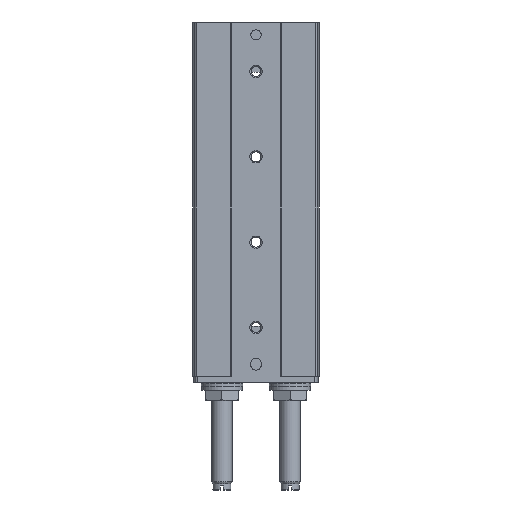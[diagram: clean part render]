
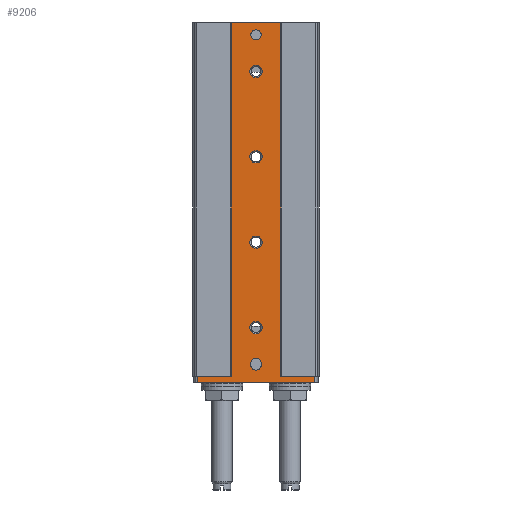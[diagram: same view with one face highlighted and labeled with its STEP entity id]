
A CAD part, front view. The second image highlights one B-rep face of the part: STEP entity #9206.
In plain terms, the highlighted planar face has unit normal (0, -1, 0).
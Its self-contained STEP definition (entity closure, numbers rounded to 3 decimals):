
#416=CIRCLE('',#9865,2.5);
#417=CIRCLE('',#9866,2.5);
#418=CIRCLE('',#9867,2.5);
#419=CIRCLE('',#9868,3.);
#420=CIRCLE('',#9869,3.);
#421=CIRCLE('',#9870,3.);
#422=CIRCLE('',#9871,3.);
#947=ORIENTED_EDGE('',*,*,#3561,.T.);
#948=ORIENTED_EDGE('',*,*,#3562,.T.);
#949=ORIENTED_EDGE('',*,*,#3563,.T.);
#950=ORIENTED_EDGE('',*,*,#3564,.T.);
#951=ORIENTED_EDGE('',*,*,#3565,.F.);
#952=ORIENTED_EDGE('',*,*,#3566,.T.);
#953=ORIENTED_EDGE('',*,*,#3567,.T.);
#954=ORIENTED_EDGE('',*,*,#3568,.T.);
#955=ORIENTED_EDGE('',*,*,#3569,.T.);
#956=ORIENTED_EDGE('',*,*,#3570,.F.);
#957=ORIENTED_EDGE('',*,*,#3560,.F.);
#958=ORIENTED_EDGE('',*,*,#3571,.F.);
#959=ORIENTED_EDGE('',*,*,#3572,.F.);
#960=ORIENTED_EDGE('',*,*,#3573,.T.);
#961=ORIENTED_EDGE('',*,*,#3574,.T.);
#962=ORIENTED_EDGE('',*,*,#3575,.F.);
#963=ORIENTED_EDGE('',*,*,#3576,.T.);
#3560=EDGE_CURVE('',#4861,#4860,#5769,.T.);
#3561=EDGE_CURVE('',#4862,#4863,#416,.F.);
#3562=EDGE_CURVE('',#4863,#4864,#5770,.T.);
#3563=EDGE_CURVE('',#4864,#4865,#417,.F.);
#3564=EDGE_CURVE('',#4865,#4862,#5771,.T.);
#3565=EDGE_CURVE('',#4866,#4866,#418,.T.);
#3566=EDGE_CURVE('',#4867,#4867,#419,.T.);
#3567=EDGE_CURVE('',#4868,#4868,#420,.T.);
#3568=EDGE_CURVE('',#4869,#4869,#421,.T.);
#3569=EDGE_CURVE('',#4870,#4870,#422,.T.);
#3570=EDGE_CURVE('',#4860,#4871,#5772,.T.);
#3571=EDGE_CURVE('',#4872,#4861,#5773,.T.);
#3572=EDGE_CURVE('',#4873,#4872,#5774,.T.);
#3573=EDGE_CURVE('',#4873,#4874,#5775,.T.);
#3574=EDGE_CURVE('',#4874,#4875,#5776,.T.);
#3575=EDGE_CURVE('',#4876,#4875,#5777,.T.);
#3576=EDGE_CURVE('',#4876,#4871,#5778,.T.);
#4860=VERTEX_POINT('',#13983);
#4861=VERTEX_POINT('',#13985);
#4862=VERTEX_POINT('',#13989);
#4863=VERTEX_POINT('',#13990);
#4864=VERTEX_POINT('',#13992);
#4865=VERTEX_POINT('',#13994);
#4866=VERTEX_POINT('',#13997);
#4867=VERTEX_POINT('',#13999);
#4868=VERTEX_POINT('',#14001);
#4869=VERTEX_POINT('',#14003);
#4870=VERTEX_POINT('',#14005);
#4871=VERTEX_POINT('',#14007);
#4872=VERTEX_POINT('',#14009);
#4873=VERTEX_POINT('',#14011);
#4874=VERTEX_POINT('',#14013);
#4875=VERTEX_POINT('',#14015);
#4876=VERTEX_POINT('',#14017);
#5769=LINE('',#13986,#6563);
#5770=LINE('',#13991,#6564);
#5771=LINE('',#13995,#6565);
#5772=LINE('',#14006,#6566);
#5773=LINE('',#14008,#6567);
#5774=LINE('',#14010,#6568);
#5775=LINE('',#14012,#6569);
#5776=LINE('',#14014,#6570);
#5777=LINE('',#14016,#6571);
#5778=LINE('',#14018,#6572);
#6563=VECTOR('',#11011,1000.);
#6564=VECTOR('',#11016,1000.);
#6565=VECTOR('',#11019,1000.);
#6566=VECTOR('',#11030,1000.);
#6567=VECTOR('',#11031,1000.);
#6568=VECTOR('',#11032,1000.);
#6569=VECTOR('',#11033,1000.);
#6570=VECTOR('',#11034,1000.);
#6571=VECTOR('',#11035,1000.);
#6572=VECTOR('',#11036,1000.);
#7352=EDGE_LOOP('',(#947,#948,#949,#950));
#7353=EDGE_LOOP('',(#951));
#7354=EDGE_LOOP('',(#952));
#7355=EDGE_LOOP('',(#953));
#7356=EDGE_LOOP('',(#954));
#7357=EDGE_LOOP('',(#955));
#7358=EDGE_LOOP('',(#956,#957,#958,#959,#960,#961,#962,#963));
#8124=FACE_BOUND('',#7352,.T.);
#8125=FACE_BOUND('',#7353,.T.);
#8126=FACE_BOUND('',#7354,.T.);
#8127=FACE_BOUND('',#7355,.T.);
#8128=FACE_BOUND('',#7356,.T.);
#8129=FACE_BOUND('',#7357,.T.);
#8130=FACE_BOUND('',#7358,.T.);
#8894=PLANE('',#9864);
#9206=ADVANCED_FACE('',(#8124,#8125,#8126,#8127,#8128,#8129,#8130),#8894,
 .T.);
#9864=AXIS2_PLACEMENT_3D('',#13987,#11012,#11013);
#9865=AXIS2_PLACEMENT_3D('',#13988,#11014,#11015);
#9866=AXIS2_PLACEMENT_3D('',#13993,#11017,#11018);
#9867=AXIS2_PLACEMENT_3D('',#13996,#11020,#11021);
#9868=AXIS2_PLACEMENT_3D('',#13998,#11022,#11023);
#9869=AXIS2_PLACEMENT_3D('',#14000,#11024,#11025);
#9870=AXIS2_PLACEMENT_3D('',#14002,#11026,#11027);
#9871=AXIS2_PLACEMENT_3D('',#14004,#11028,#11029);
#11011=DIRECTION('',(0.,0.,1.));
#11012=DIRECTION('',(0.,-1.,0.));
#11013=DIRECTION('',(0.,0.,-1.));
#11014=DIRECTION('',(0.,-1.,0.));
#11015=DIRECTION('',(0.,0.,-1.));
#11016=DIRECTION('',(0.,0.,1.));
#11017=DIRECTION('',(0.,-1.,0.));
#11018=DIRECTION('',(0.,0.,-1.));
#11019=DIRECTION('',(0.,0.,-1.));
#11020=DIRECTION('',(0.,-1.,0.));
#11021=DIRECTION('',(0.,0.,-1.));
#11022=DIRECTION('',(0.,1.,0.));
#11023=DIRECTION('',(0.,0.,1.));
#11024=DIRECTION('',(0.,1.,0.));
#11025=DIRECTION('',(0.,0.,1.));
#11026=DIRECTION('',(0.,1.,0.));
#11027=DIRECTION('',(0.,0.,1.));
#11028=DIRECTION('',(0.,1.,0.));
#11029=DIRECTION('',(0.,0.,1.));
#11030=DIRECTION('',(1.,0.,0.));
#11031=DIRECTION('',(1.,0.,0.));
#11032=DIRECTION('',(0.,0.,1.));
#11033=DIRECTION('',(1.,0.,0.));
#11034=DIRECTION('',(0.,0.,1.));
#11035=DIRECTION('',(1.,0.,0.));
#11036=DIRECTION('',(0.,0.,1.));
#13983=CARTESIAN_POINT('',(-12.2,0.3,0.));
#13985=CARTESIAN_POINT('',(-12.2,0.3,-174.));
#13986=CARTESIAN_POINT('',(-12.2,0.3,-174.));
#13987=CARTESIAN_POINT('',(-12.2,0.3,-174.));
#13988=CARTESIAN_POINT('',(0.,0.3,-168.5));
#13989=CARTESIAN_POINT('',(2.5,0.3,-168.5));
#13990=CARTESIAN_POINT('',(-2.5,0.3,-168.5));
#13991=CARTESIAN_POINT('',(-2.5,0.3,-174.));
#13992=CARTESIAN_POINT('',(-2.5,0.3,-167.5));
#13993=CARTESIAN_POINT('',(0.,0.3,-167.5));
#13994=CARTESIAN_POINT('',(2.5,0.3,-167.5));
#13995=CARTESIAN_POINT('',(2.5,0.3,-174.));
#13996=CARTESIAN_POINT('',(0.,0.3,-6.));
#13997=CARTESIAN_POINT('',(0.,0.3,-8.5));
#13998=CARTESIAN_POINT('',(0.,0.3,-150.));
#13999=CARTESIAN_POINT('',(0.,0.3,-147.));
#14000=CARTESIAN_POINT('',(0.,0.3,-24.));
#14001=CARTESIAN_POINT('',(0.,0.3,-21.));
#14002=CARTESIAN_POINT('',(0.,0.3,-108.));
#14003=CARTESIAN_POINT('',(0.,0.3,-105.));
#14004=CARTESIAN_POINT('',(0.,0.3,-66.));
#14005=CARTESIAN_POINT('',(0.,0.3,-63.));
#14006=CARTESIAN_POINT('',(-12.2,0.3,0.));
#14007=CARTESIAN_POINT('',(12.2,0.3,0.));
#14008=CARTESIAN_POINT('',(-28.904,0.3,-174.));
#14009=CARTESIAN_POINT('',(-28.904,0.3,-174.));
#14010=CARTESIAN_POINT('',(-28.904,0.3,-177.));
#14011=CARTESIAN_POINT('',(-28.904,0.3,-177.));
#14012=CARTESIAN_POINT('',(-28.904,0.3,-177.));
#14013=CARTESIAN_POINT('',(28.904,0.3,-177.));
#14014=CARTESIAN_POINT('',(28.904,0.3,-177.));
#14015=CARTESIAN_POINT('',(28.904,0.3,-174.));
#14016=CARTESIAN_POINT('',(-30.,0.3,-174.));
#14017=CARTESIAN_POINT('',(12.2,0.3,-174.));
#14018=CARTESIAN_POINT('',(12.2,0.3,-174.));
